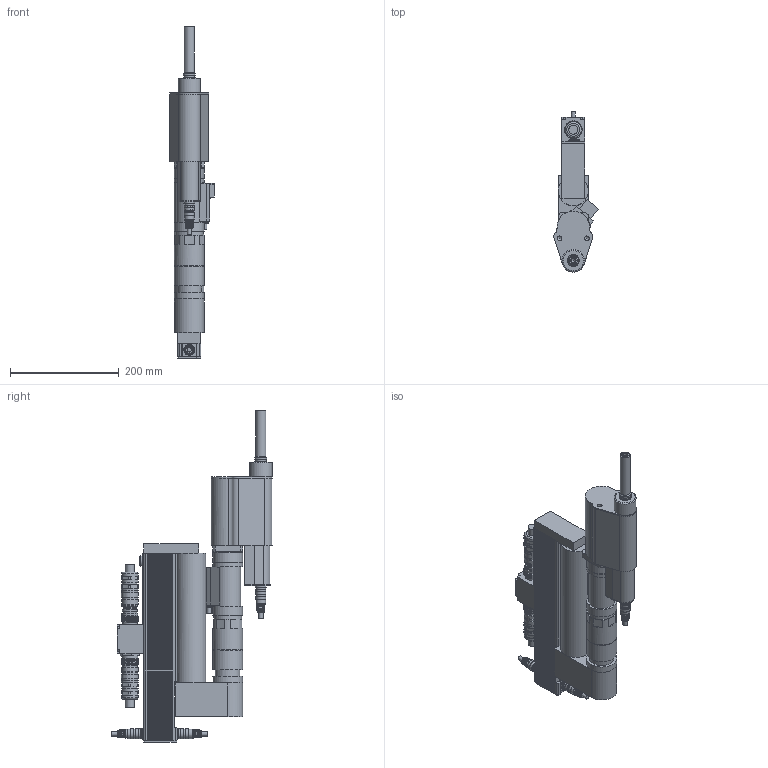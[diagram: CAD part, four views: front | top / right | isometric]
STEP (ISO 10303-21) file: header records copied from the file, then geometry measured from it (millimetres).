
FILE_DESCRIPTION((''),'2;1');
FILE_NAME('947524A9.stp','2011-03-25T14:21:24',('e4c32'),(''),'Autodesk Inventor 11','Autodesk Inventor 11','');
FILE_SCHEMA(('AUTOMOTIVE_DESIGN { 1 0 10303 214 1 1 1 1 }'));
Length unit declared in the file: millimetre
Products named in the file (7): 947524A9_IAM_001; 2VKXB_IPT_001.ipt_versetzter Abtrieb; 2KXB_IPT_001; 1BUTS-XA_IPT_001.ipt_Motor und Getriebe; 961089-002_IPT_002.ipt_Stecker gerade; 961104-005_IPT_002.ipt_Stecker gerade; 961104-005_IPT_001.ipt_Stecker gerade
Assembly tree (9 placements, depth 2):
  947524A9_IAM_001
    2VKXB_IPT_001.ipt_versetzter Abtrieb
    2KXB_IPT_001
    1BUTS-XA_IPT_001.ipt_Motor und Getriebe
    961089-002_IPT_002.ipt_Stecker gerade  x4
    961104-005_IPT_002.ipt_Stecker gerade
    961104-005_IPT_001.ipt_Stecker gerade
Bounding box: 81.69 x 294.87 x 609.9 mm (x, y, z)
Volume: 3701914.6 mm3; surface area: 359184.1 mm2
Topology: 9 solids, 9 shells, 1212 faces, 2981 edges, 1876 vertices
Faces by surface type: plane 779, cylinder 270, bspline 98, cone 43, torus 22
Full cylindrical faces by diameter (mm): 8 x4, 13.4 x4, 13.5 x1, 14 x20, 14.2 x4, 15.5 x1, 16 x13, 16.5 x2, 17.5 x1, 17.587 x8, 18 x9, 18.7 x9, 19 x1, 20 x5, 22 x2, 22.5 x1, 24 x1, 25.5 x1, 26.4 x1, 27 x1, 27.047 x1, 28 x2, 28.5 x1, 29.5 x3, 29.8 x4, 30 x4, 30.4 x2, 30.5 x3, 30.609 x1, 30.8 x4
Entity records: 31663 total; most frequent: CARTESIAN_POINT 6782, ORIENTED_EDGE 5300, DIRECTION 4766, EDGE_CURVE 2650, VERTEX_POINT 1746, VECTOR 1690, LINE 1690, AXIS2_PLACEMENT_3D 1538
